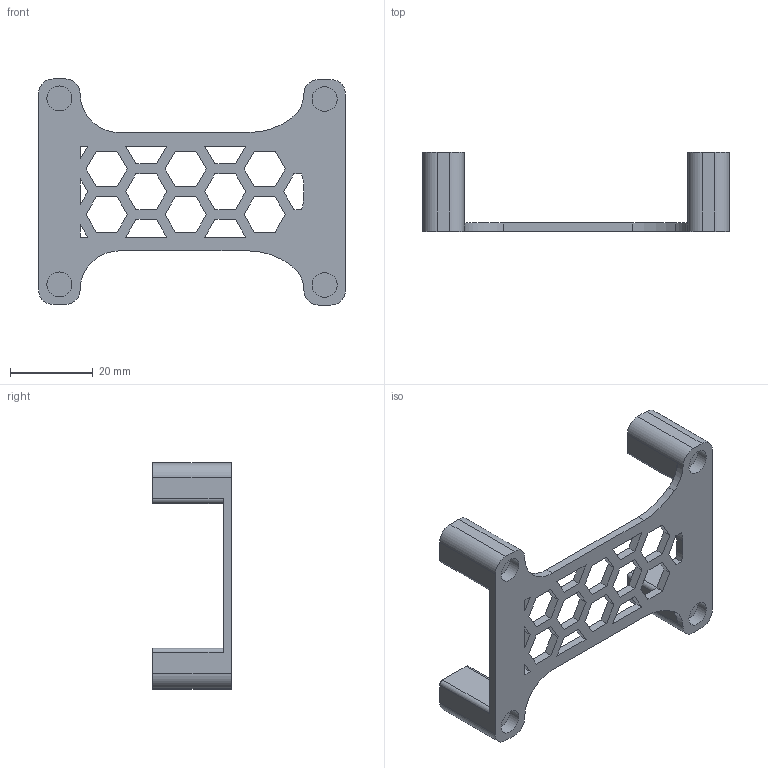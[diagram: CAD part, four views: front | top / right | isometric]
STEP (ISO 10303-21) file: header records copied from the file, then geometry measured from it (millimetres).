
FILE_DESCRIPTION(/* description */ (''),/* implementation_level */ '2;1');
FILE_NAME(/* name */ 'Cover.step',/* time_stamp */ '2021-05-26T02:13:40+02:00',/* author */ (''),/* organization */ (''),/* preprocessor_version */ 'ST-DEVELOPER v18.1',/* originating_system */ 'Autodesk Translation Framework v10.9.0.1377',/* authorisation */ '');
FILE_SCHEMA (('AUTOMOTIVE_DESIGN { 1 0 10303 214 3 1 1 }'));
Length unit declared in the file: millimetre
Products named in the file (1): Component23
Bounding box: 74 x 19 x 54.55 mm (x, y, z)
Volume: 9311.8 mm3; surface area: 8708.9 mm2
Topology: 1 solids, 1 shells, 147 faces, 411 edges, 274 vertices
Faces by surface type: plane 111, cylinder 36
Full cylindrical faces by diameter (mm): 3.5 x4, 6 x4
Entity records: 4805 total; most frequent: CARTESIAN_POINT 833, ORIENTED_EDGE 822, DIRECTION 783, EDGE_CURVE 411, LINE 335, VECTOR 335, VERTEX_POINT 274, AXIS2_PLACEMENT_3D 224
